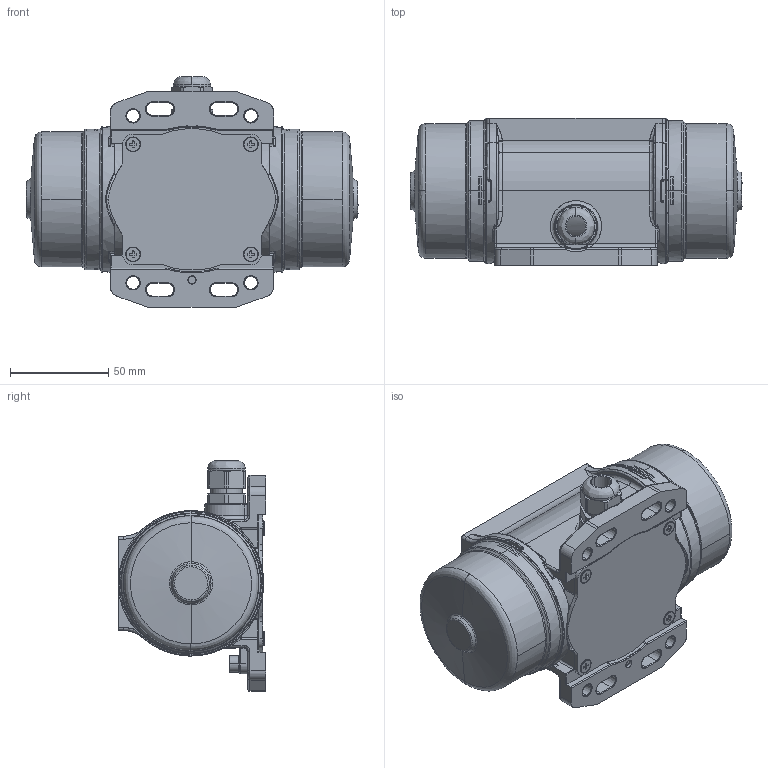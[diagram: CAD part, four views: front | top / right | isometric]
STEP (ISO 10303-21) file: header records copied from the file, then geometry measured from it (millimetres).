
FILE_DESCRIPTION (( 'STEP AP214' ), '1' );
FILE_NAME ('NEA-NEG 5050.STEP', '2022-04-28T10:17:25', ( '' ), ( '' ), 'SwSTEP 2.0', 'SolidWorks 2015', '' );
FILE_SCHEMA (( 'AUTOMOTIVE_DESIGN' ));
Length unit declared in the file: millimetre
Products named in the file (1): NEA-NEG 5050
Bounding box: 169 x 75.01 x 117.5 mm (x, y, z)
Surface area: 135914.6 mm2 (no closed solid volume)
Topology: 0 solids, 1122 shells, 1664 faces, 7391 edges, 6853 vertices
Faces by surface type: plane 858, cylinder 424, bspline 263, cone 119
Entity records: 125633 total; most frequent: CARTESIAN_POINT 70517, DIRECTION 9461, ORIENTED_EDGE 8808, EDGE_CURVE 7366, VERTEX_POINT 6853, VECTOR 4861, LINE 4861, AXIS2_PLACEMENT_3D 2300
